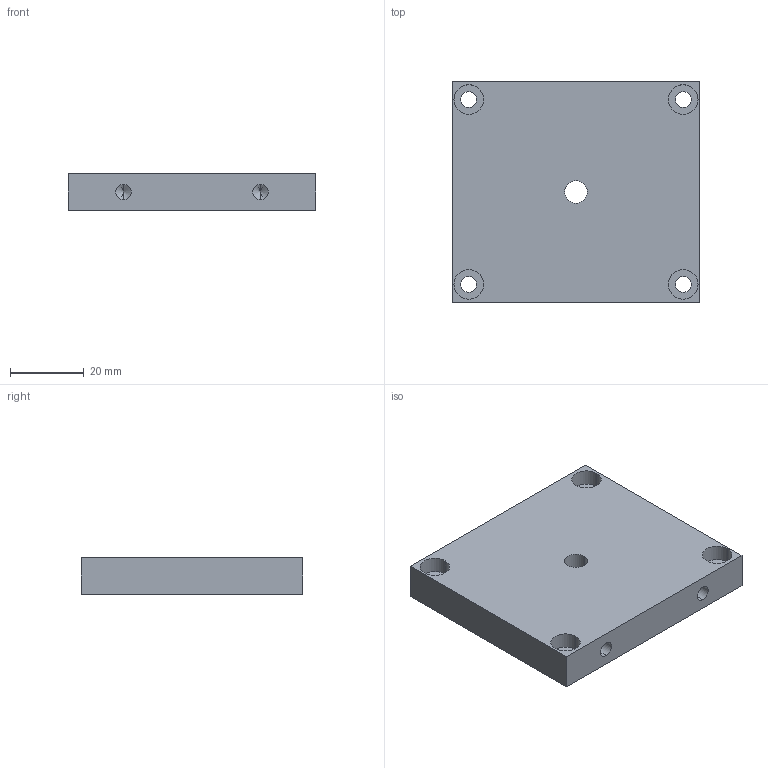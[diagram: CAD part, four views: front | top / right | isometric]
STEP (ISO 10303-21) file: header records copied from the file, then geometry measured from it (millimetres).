
FILE_DESCRIPTION (( 'STEP AP214' ), '1' );
FILE_NAME ('XW-USI-015-Aa-plaque-fond-boitier.STEP', '2020-05-25T07:05:12', ( '' ), ( '' ), 'SwSTEP 2.0', 'SolidWorks 2016', '' );
FILE_SCHEMA (( 'AUTOMOTIVE_DESIGN' ));
Length unit declared in the file: millimetre
Products named in the file (1): XW-USI-015-Aa-plaque-fond-boitier
Bounding box: 67 x 60 x 10 mm (x, y, z)
Volume: 37889 mm3; surface area: 12091.3 mm2
Topology: 1 solids, 1 shells, 44 faces, 106 edges, 64 vertices
Faces by surface type: cylinder 26, plane 10, cone 8
Entity records: 1340 total; most frequent: DIRECTION 240, CARTESIAN_POINT 207, ORIENTED_EDGE 196, EDGE_CURVE 98, AXIS2_PLACEMENT_3D 97, VERTEX_POINT 64, EDGE_LOOP 62, CIRCLE 52
